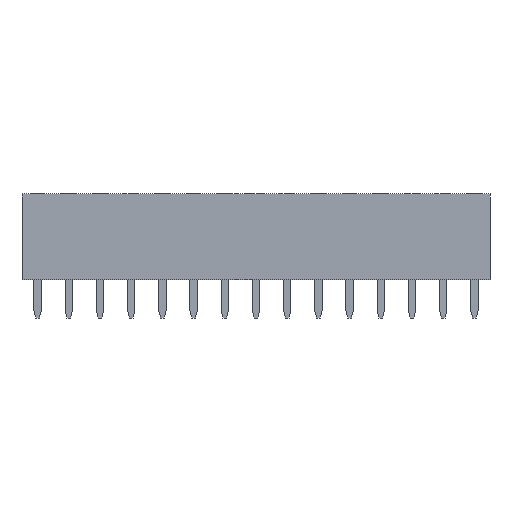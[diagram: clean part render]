
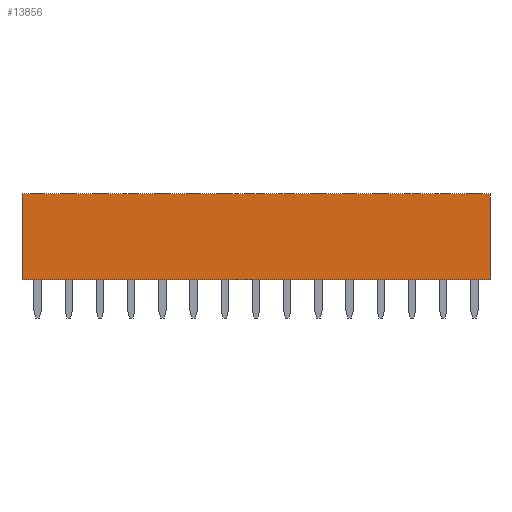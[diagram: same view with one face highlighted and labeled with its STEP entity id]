
A CAD part, left-side view. The second image highlights one B-rep face of the part: STEP entity #13856.
In plain terms, the highlighted planar face has unit normal (-1, 0, 0).
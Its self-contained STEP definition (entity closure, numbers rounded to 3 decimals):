
#13135 = VERTEX_POINT('',#13136);
#13136 = CARTESIAN_POINT('',(-1.27,-36.83,0.));
#13144 = EDGE_CURVE('',#13135,#13145,#13147,.T.);
#13145 = VERTEX_POINT('',#13146);
#13146 = CARTESIAN_POINT('',(-1.27,-36.83,7.));
#13147 = LINE('',#13148,#13149);
#13148 = CARTESIAN_POINT('',(-1.27,-36.83,0.));
#13149 = VECTOR('',#13150,1.);
#13150 = DIRECTION('',(0.,0.,1.));
#13207 = VERTEX_POINT('',#13208);
#13208 = CARTESIAN_POINT('',(-1.27,1.27,7.));
#13214 = EDGE_CURVE('',#13215,#13207,#13217,.T.);
#13215 = VERTEX_POINT('',#13216);
#13216 = CARTESIAN_POINT('',(-1.27,1.27,0.));
#13217 = LINE('',#13218,#13219);
#13218 = CARTESIAN_POINT('',(-1.27,1.27,0.));
#13219 = VECTOR('',#13220,1.);
#13220 = DIRECTION('',(0.,0.,1.));
#13279 = EDGE_CURVE('',#13207,#13145,#13280,.T.);
#13280 = LINE('',#13281,#13282);
#13281 = CARTESIAN_POINT('',(-1.27,1.27,7.));
#13282 = VECTOR('',#13283,1.);
#13283 = DIRECTION('',(0.,-1.,0.));
#13811 = EDGE_CURVE('',#13215,#13135,#13812,.T.);
#13812 = LINE('',#13813,#13814);
#13813 = CARTESIAN_POINT('',(-1.27,1.27,0.));
#13814 = VECTOR('',#13815,1.);
#13815 = DIRECTION('',(0.,-1.,0.));
#13856 = ADVANCED_FACE('',(#13857),#13863,.F.);
#13857 = FACE_BOUND('',#13858,.F.);
#13858 = EDGE_LOOP('',(#13859,#13860,#13861,#13862));
#13859 = ORIENTED_EDGE('',*,*,#13214,.T.);
#13860 = ORIENTED_EDGE('',*,*,#13279,.T.);
#13861 = ORIENTED_EDGE('',*,*,#13144,.F.);
#13862 = ORIENTED_EDGE('',*,*,#13811,.F.);
#13863 = PLANE('',#13864);
#13864 = AXIS2_PLACEMENT_3D('',#13865,#13866,#13867);
#13865 = CARTESIAN_POINT('',(-1.27,1.27,0.));
#13866 = DIRECTION('',(1.,0.,0.));
#13867 = DIRECTION('',(0.,-1.,0.));
